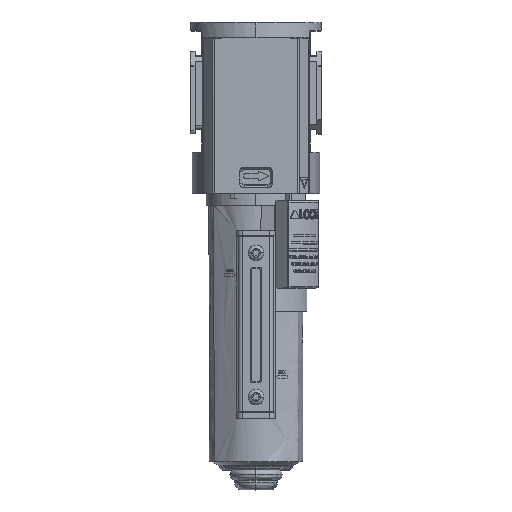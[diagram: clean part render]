
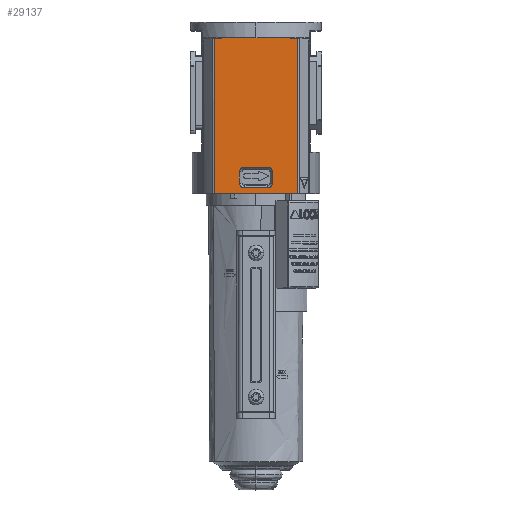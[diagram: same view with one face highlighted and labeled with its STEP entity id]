
A CAD part, top view. The second image highlights one B-rep face of the part: STEP entity #29137.
In plain terms, the highlighted planar face has unit normal (0, 0, 1).
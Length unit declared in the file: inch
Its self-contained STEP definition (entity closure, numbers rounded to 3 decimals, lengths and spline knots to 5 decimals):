
#203 = DIRECTION ( 'NONE',  ( 0., 0., 1. ) ) ;
#1074 = DIRECTION ( 'NONE',  ( 0., 0., -1. ) ) ;
#1309 = CARTESIAN_POINT ( 'NONE',  ( 0.57972, 0., 1.02362 ) ) ;
#1369 = DIRECTION ( 'NONE',  ( 1., 0., 0. ) ) ;
#1820 = EDGE_CURVE ( 'NONE', #32963, #4088, #6214, .T. ) ;
#2295 = EDGE_LOOP ( 'NONE', ( #12242, #15015, #24296, #3817, #19348, #30695, #24628, #16633 ) ) ;
#2619 = CARTESIAN_POINT ( 'NONE',  ( -0.57972, 2.18406, 1.02362 ) ) ;
#3132 = CIRCLE ( 'NONE', #6735, 0.06835 ) ;
#3817 = ORIENTED_EDGE ( 'NONE', *, *, #26829, .F. ) ;
#4088 = VERTEX_POINT ( 'NONE', #11900 ) ;
#4496 = VERTEX_POINT ( 'NONE', #12836 ) ;
#4513 = CARTESIAN_POINT ( 'NONE',  ( 0.23095, 0.29843, 1.02362 ) ) ;
#4619 = EDGE_CURVE ( 'NONE', #36059, #30452, #3132, .T. ) ;
#4748 = VECTOR ( 'NONE', #28296, 39.37008 ) ;
#4874 = CARTESIAN_POINT ( 'NONE',  ( 0.57972, 2.16352, 1.02362 ) ) ;
#4974 = CARTESIAN_POINT ( 'NONE',  ( 0.1626, 0.29843, 1.02362 ) ) ;
#5327 = EDGE_CURVE ( 'NONE', #18747, #37044, #5551, .T. ) ;
#5434 = LINE ( 'NONE', #11080, #32520 ) ;
#5551 = CIRCLE ( 'NONE', #25928, 0.06835 ) ;
#6214 = CIRCLE ( 'NONE', #32006, 0.06835 ) ;
#6614 = LINE ( 'NONE', #34953, #7244 ) ;
#6735 = AXIS2_PLACEMENT_3D ( 'NONE', #27083, #21860, #1369 ) ;
#7244 = VECTOR ( 'NONE', #21292, 39.37008 ) ;
#7281 = DIRECTION ( 'NONE',  ( 1., 0., 0. ) ) ;
#7790 = LINE ( 'NONE', #13628, #34047 ) ;
#7874 = CARTESIAN_POINT ( 'NONE',  ( 0.1626, 0.36677, 1.02362 ) ) ;
#8027 = CARTESIAN_POINT ( 'NONE',  ( -0.57972, 0.36677, 1.02362 ) ) ;
#8570 = EDGE_CURVE ( 'NONE', #34642, #36158, #6614, .T. ) ;
#9135 = FACE_BOUND ( 'NONE', #2295, .T. ) ;
#9871 = ORIENTED_EDGE ( 'NONE', *, *, #8570, .F. ) ;
#10431 = DIRECTION ( 'NONE',  ( 1., 0., 0. ) ) ;
#10636 = VERTEX_POINT ( 'NONE', #15844 ) ;
#10799 = DIRECTION ( 'NONE',  ( 0., -1., 0. ) ) ;
#10895 = LINE ( 'NONE', #2619, #32601 ) ;
#11080 = CARTESIAN_POINT ( 'NONE',  ( -0.23095, 2.18406, 1.02362 ) ) ;
#11165 = AXIS2_PLACEMENT_3D ( 'NONE', #23605, #1074, #32781 ) ;
#11265 = DIRECTION ( 'NONE',  ( 0., 1., 0. ) ) ;
#11660 = DIRECTION ( 'NONE',  ( 1., 0., 0. ) ) ;
#11849 = EDGE_CURVE ( 'NONE', #36158, #10636, #10895, .T. ) ;
#11900 = CARTESIAN_POINT ( 'NONE',  ( 0.23095, 0.14488, 1.02362 ) ) ;
#12242 = ORIENTED_EDGE ( 'NONE', *, *, #17575, .F. ) ;
#12836 = CARTESIAN_POINT ( 'NONE',  ( -0.23095, 0.29843, 1.02362 ) ) ;
#13628 = CARTESIAN_POINT ( 'NONE',  ( 0.57972, 2.18406, 1.02362 ) ) ;
#13907 = CARTESIAN_POINT ( 'NONE',  ( -0.57972, 2.16352, 1.02362 ) ) ;
#14351 = EDGE_CURVE ( 'NONE', #10636, #33465, #21435, .T. ) ;
#15015 = ORIENTED_EDGE ( 'NONE', *, *, #32981, .F. ) ;
#15126 = VECTOR ( 'NONE', #36165, 39.37008 ) ;
#15509 = CIRCLE ( 'NONE', #31674, 0.06835 ) ;
#15844 = CARTESIAN_POINT ( 'NONE',  ( -0.57972, 2.16352, 1.02362 ) ) ;
#16459 = DIRECTION ( 'NONE',  ( 0., 0., 1. ) ) ;
#16633 = ORIENTED_EDGE ( 'NONE', *, *, #20923, .F. ) ;
#16686 = CARTESIAN_POINT ( 'NONE',  ( 0.23095, 2.18406, 1.02362 ) ) ;
#17158 = EDGE_LOOP ( 'NONE', ( #17464, #9871, #29559, #19827 ) ) ;
#17370 = CARTESIAN_POINT ( 'NONE',  ( 0.57972, 2.16352, 1.02362 ) ) ;
#17464 = ORIENTED_EDGE ( 'NONE', *, *, #11849, .F. ) ;
#17575 = EDGE_CURVE ( 'NONE', #27780, #4496, #15509, .T. ) ;
#18747 = VERTEX_POINT ( 'NONE', #4513 ) ;
#19195 = CARTESIAN_POINT ( 'NONE',  ( -0.38648, 2.16518, 1.02362 ) ) ;
#19348 = ORIENTED_EDGE ( 'NONE', *, *, #1820, .F. ) ;
#19671 = VECTOR ( 'NONE', #30939, 39.37008 ) ;
#19827 = ORIENTED_EDGE ( 'NONE', *, *, #14351, .F. ) ;
#19927 = DIRECTION ( 'NONE',  ( 0., -1., 0. ) ) ;
#20630 = PLANE ( 'NONE',  #11165 ) ;
#20923 = EDGE_CURVE ( 'NONE', #4496, #36059, #5434, .T. ) ;
#21292 = DIRECTION ( 'NONE',  ( -1., 0., 0. ) ) ;
#21435 = B_SPLINE_CURVE_WITH_KNOTS ( 'NONE', 3,
 ( #13907, #19195, #30617, #22352, #4874 ),
 .UNSPECIFIED., .F., .F.,
 ( 4, 1, 4 ),
 ( 0., 0.01472, 0.02945 ),
 .UNSPECIFIED. ) ;
#21664 = EDGE_CURVE ( 'NONE', #30452, #32963, #28062, .T. ) ;
#21795 = CARTESIAN_POINT ( 'NONE',  ( -0.1626, 0.07653, 1.02362 ) ) ;
#21860 = DIRECTION ( 'NONE',  ( 0., 0., 1. ) ) ;
#21945 = DIRECTION ( 'NONE',  ( 0., 0., 1. ) ) ;
#22310 = LINE ( 'NONE', #8027, #19671 ) ;
#22318 = LINE ( 'NONE', #16686, #4748 ) ;
#22352 = CARTESIAN_POINT ( 'NONE',  ( 0.38648, 2.16518, 1.02362 ) ) ;
#23605 = CARTESIAN_POINT ( 'NONE',  ( -0.57972, 2.18406, 1.02362 ) ) ;
#24296 = ORIENTED_EDGE ( 'NONE', *, *, #5327, .F. ) ;
#24511 = CARTESIAN_POINT ( 'NONE',  ( -0.57972, 0.07653, 1.02362 ) ) ;
#24628 = ORIENTED_EDGE ( 'NONE', *, *, #4619, .F. ) ;
#25437 = EDGE_CURVE ( 'NONE', #33465, #34642, #7790, .T. ) ;
#25928 = AXIS2_PLACEMENT_3D ( 'NONE', #4974, #16459, #10431 ) ;
#26004 = CARTESIAN_POINT ( 'NONE',  ( -0.57972, 0., 1.02362 ) ) ;
#26829 = EDGE_CURVE ( 'NONE', #4088, #18747, #22318, .T. ) ;
#27083 = CARTESIAN_POINT ( 'NONE',  ( -0.1626, 0.14488, 1.02362 ) ) ;
#27780 = VERTEX_POINT ( 'NONE', #30441 ) ;
#28062 = LINE ( 'NONE', #24511, #15126 ) ;
#28296 = DIRECTION ( 'NONE',  ( 0., 1., 0. ) ) ;
#29137 = ADVANCED_FACE ( 'NONE', ( #34847, #9135 ), #20630, .F. ) ;
#29559 = ORIENTED_EDGE ( 'NONE', *, *, #25437, .F. ) ;
#30201 = CARTESIAN_POINT ( 'NONE',  ( -0.1626, 0.29843, 1.02362 ) ) ;
#30441 = CARTESIAN_POINT ( 'NONE',  ( -0.1626, 0.36677, 1.02362 ) ) ;
#30452 = VERTEX_POINT ( 'NONE', #21795 ) ;
#30617 = CARTESIAN_POINT ( 'NONE',  ( 0., 2.16719, 1.02362 ) ) ;
#30695 = ORIENTED_EDGE ( 'NONE', *, *, #21664, .F. ) ;
#30939 = DIRECTION ( 'NONE',  ( -1., 0., 0. ) ) ;
#31674 = AXIS2_PLACEMENT_3D ( 'NONE', #30201, #21945, #7281 ) ;
#32006 = AXIS2_PLACEMENT_3D ( 'NONE', #36818, #203, #11660 ) ;
#32520 = VECTOR ( 'NONE', #19927, 39.37008 ) ;
#32601 = VECTOR ( 'NONE', #11265, 39.37008 ) ;
#32781 = DIRECTION ( 'NONE',  ( -1., 0., 0. ) ) ;
#32963 = VERTEX_POINT ( 'NONE', #36383 ) ;
#32981 = EDGE_CURVE ( 'NONE', #37044, #27780, #22310, .T. ) ;
#33465 = VERTEX_POINT ( 'NONE', #17370 ) ;
#34047 = VECTOR ( 'NONE', #10799, 39.37008 ) ;
#34642 = VERTEX_POINT ( 'NONE', #1309 ) ;
#34847 = FACE_OUTER_BOUND ( 'NONE', #17158, .T. ) ;
#34953 = CARTESIAN_POINT ( 'NONE',  ( -0.57972, 0., 1.02362 ) ) ;
#36059 = VERTEX_POINT ( 'NONE', #36377 ) ;
#36158 = VERTEX_POINT ( 'NONE', #26004 ) ;
#36165 = DIRECTION ( 'NONE',  ( 1., 0., 0. ) ) ;
#36377 = CARTESIAN_POINT ( 'NONE',  ( -0.23095, 0.14488, 1.02362 ) ) ;
#36383 = CARTESIAN_POINT ( 'NONE',  ( 0.1626, 0.07653, 1.02362 ) ) ;
#36818 = CARTESIAN_POINT ( 'NONE',  ( 0.1626, 0.14488, 1.02362 ) ) ;
#37044 = VERTEX_POINT ( 'NONE', #7874 ) ;
